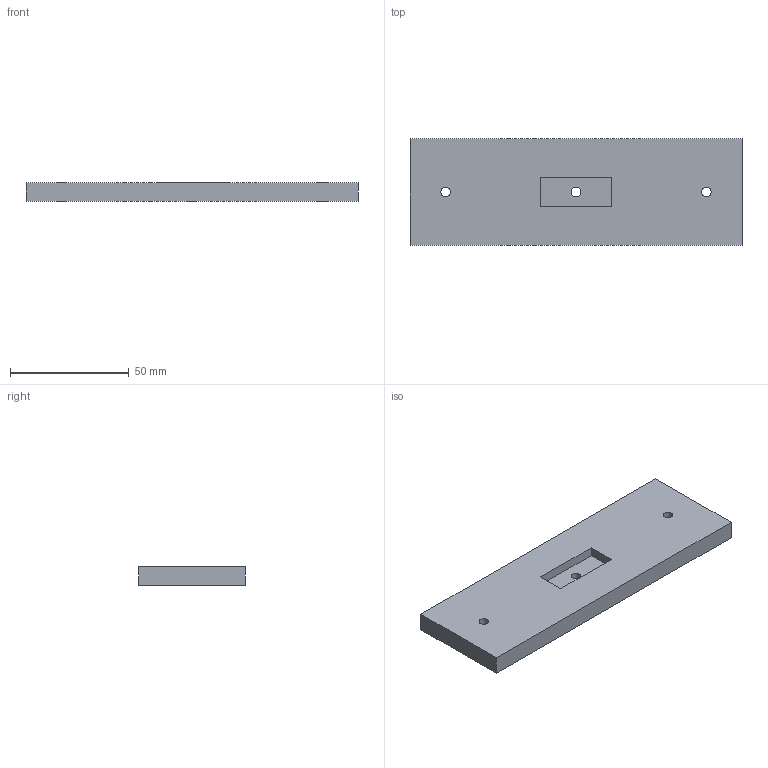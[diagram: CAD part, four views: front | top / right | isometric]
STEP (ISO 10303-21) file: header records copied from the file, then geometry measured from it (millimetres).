
FILE_DESCRIPTION(('FreeCAD Model'),'2;1');
FILE_NAME('Open CASCADE Shape Model','2026-02-18T16:57:47',('FreeCAD'),( 'FreeCAD'),'Open CASCADE STEP processor 7.8','FreeCAD','Unknown');
FILE_SCHEMA(('AUTOMOTIVE_DESIGN { 1 0 10303 214 1 1 1 1 }'));
Length unit declared in the file: millimetre
Products named in the file (1): Open CASCADE STEP translator 7.8 1
Bounding box: 140 x 45 x 8 mm (x, y, z)
Volume: 48708.7 mm3; surface area: 16071.9 mm2
Topology: 1 solids, 1 shells, 14 faces, 33 edges, 22 vertices
Faces by surface type: plane 11, cylinder 3
Full cylindrical faces by diameter (mm): 4 x3
Entity records: 425 total; most frequent: CARTESIAN_POINT 70, DIRECTION 69, ORIENTED_EDGE 66, EDGE_CURVE 33, LINE 27, VECTOR 27, VERTEX_POINT 22, AXIS2_PLACEMENT_3D 21
